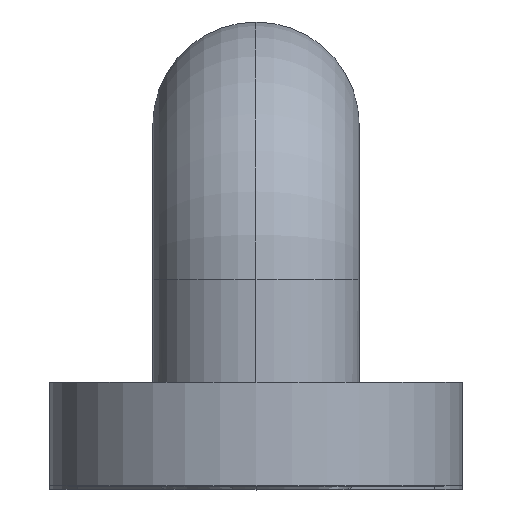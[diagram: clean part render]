
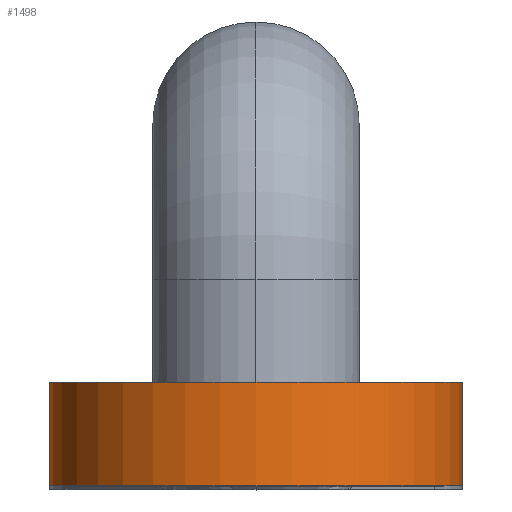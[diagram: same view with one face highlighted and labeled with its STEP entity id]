
A CAD part, top view. The second image highlights one B-rep face of the part: STEP entity #1498.
In plain terms, the highlighted cylindrical face has radius 6.35 mm (diameter 12.7 mm), a partial arc.
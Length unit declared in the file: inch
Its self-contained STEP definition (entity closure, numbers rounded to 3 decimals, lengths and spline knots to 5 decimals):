
#134 = DIRECTION ( 'NONE',  ( 0., -1., 0. ) ) ;
#148 = CARTESIAN_POINT ( 'NONE',  ( 0., 0.125, 1.3125 ) ) ;
#379 = DIRECTION ( 'NONE',  ( 0., 0., -1. ) ) ;
#413 = CIRCLE ( 'NONE', #779, 0.25 ) ;
#450 = LINE ( 'NONE', #1370, #505 ) ;
#452 = FACE_OUTER_BOUND ( 'NONE', #553, .T. ) ;
#463 = CIRCLE ( 'NONE', #778, 0.25 ) ;
#464 = VECTOR ( 'NONE', #886, 39.37008 ) ;
#471 = LINE ( 'NONE', #887, #464 ) ;
#489 = CYLINDRICAL_SURFACE ( 'NONE', #765, 0.25 ) ;
#505 = VECTOR ( 'NONE', #1365, 39.37008 ) ;
#535 = ORIENTED_EDGE ( 'NONE', *, *, #724, .F. ) ;
#538 = ORIENTED_EDGE ( 'NONE', *, *, #704, .T. ) ;
#553 = EDGE_LOOP ( 'NONE', ( #671, #609, #535, #538 ) ) ;
#609 = ORIENTED_EDGE ( 'NONE', *, *, #732, .F. ) ;
#671 = ORIENTED_EDGE ( 'NONE', *, *, #720, .T. ) ;
#704 = EDGE_CURVE ( 'NONE', #1068, #1072, #471, .T. ) ;
#720 = EDGE_CURVE ( 'NONE', #1072, #1074, #413, .T. ) ;
#724 = EDGE_CURVE ( 'NONE', #1068, #1075, #463, .T. ) ;
#732 = EDGE_CURVE ( 'NONE', #1075, #1074, #450, .T. ) ;
#765 = AXIS2_PLACEMENT_3D ( 'NONE', #148, #134, #379 ) ;
#778 = AXIS2_PLACEMENT_3D ( 'NONE', #832, #821, #820 ) ;
#779 = AXIS2_PLACEMENT_3D ( 'NONE', #845, #831, #830 ) ;
#820 = DIRECTION ( 'NONE',  ( 0., 0., 1. ) ) ;
#821 = DIRECTION ( 'NONE',  ( 0., 1., 0. ) ) ;
#830 = DIRECTION ( 'NONE',  ( 0., 0., 1. ) ) ;
#831 = DIRECTION ( 'NONE',  ( 0., 1., 0. ) ) ;
#832 = CARTESIAN_POINT ( 'NONE',  ( 0., 0.125, 1.3125 ) ) ;
#845 = CARTESIAN_POINT ( 'NONE',  ( 0., 0., 1.3125 ) ) ;
#886 = DIRECTION ( 'NONE',  ( 0., -1., 0. ) ) ;
#887 = CARTESIAN_POINT ( 'NONE',  ( -0.21651, 0.125, 1.1875 ) ) ;
#1068 = VERTEX_POINT ( 'NONE', #1413 ) ;
#1072 = VERTEX_POINT ( 'NONE', #1409 ) ;
#1074 = VERTEX_POINT ( 'NONE', #1407 ) ;
#1075 = VERTEX_POINT ( 'NONE', #1406 ) ;
#1365 = DIRECTION ( 'NONE',  ( 0., -1., 0. ) ) ;
#1370 = CARTESIAN_POINT ( 'NONE',  ( 0.21651, 0.125, 1.1875 ) ) ;
#1406 = CARTESIAN_POINT ( 'NONE',  ( 0.21651, 0.125, 1.1875 ) ) ;
#1407 = CARTESIAN_POINT ( 'NONE',  ( 0.21651, 0., 1.1875 ) ) ;
#1409 = CARTESIAN_POINT ( 'NONE',  ( -0.21651, 0., 1.1875 ) ) ;
#1413 = CARTESIAN_POINT ( 'NONE',  ( -0.21651, 0.125, 1.1875 ) ) ;
#1498 = ADVANCED_FACE ( 'NONE', ( #452 ), #489, .T. ) ;
